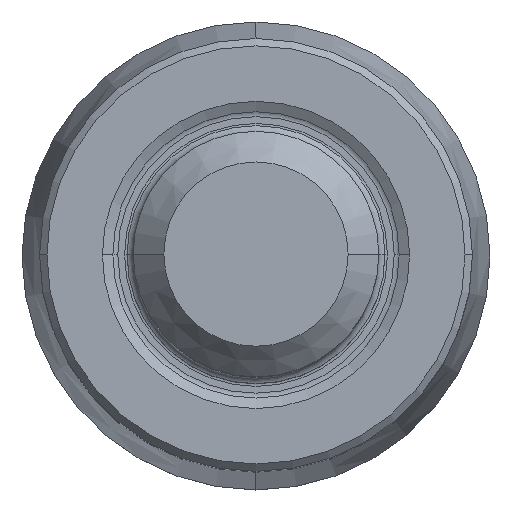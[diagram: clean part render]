
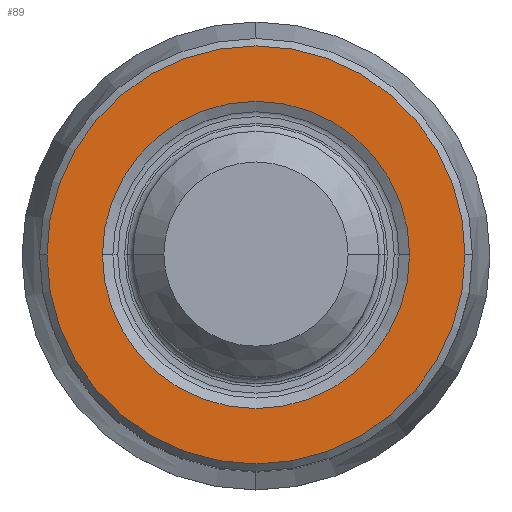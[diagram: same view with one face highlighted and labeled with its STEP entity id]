
A CAD part, top view. The second image highlights one B-rep face of the part: STEP entity #89.
In plain terms, the highlighted planar face has unit normal (0, 0, 1).
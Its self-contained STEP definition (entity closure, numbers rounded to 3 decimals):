
#36=FACE_BOUND('',#159,.T.);
#37=FACE_BOUND('',#160,.T.);
#65=PLANE('',#676);
#89=ADVANCED_FACE('',(#36,#37),#65,.T.);
#159=EDGE_LOOP('',(#231,#232,#233,#234));
#160=EDGE_LOOP('',(#235,#236));
#231=ORIENTED_EDGE('',*,*,#406,.F.);
#232=ORIENTED_EDGE('',*,*,#411,.F.);
#233=ORIENTED_EDGE('',*,*,#410,.F.);
#234=ORIENTED_EDGE('',*,*,#407,.F.);
#235=ORIENTED_EDGE('',*,*,#412,.F.);
#236=ORIENTED_EDGE('',*,*,#413,.F.);
#353=VERTEX_POINT('',#1020);
#354=VERTEX_POINT('',#1021);
#355=VERTEX_POINT('',#1023);
#356=VERTEX_POINT('',#1028);
#357=VERTEX_POINT('',#1032);
#358=VERTEX_POINT('',#1033);
#406=EDGE_CURVE('',#353,#354,#479,.T.);
#407=EDGE_CURVE('',#354,#355,#480,.T.);
#410=EDGE_CURVE('',#355,#356,#481,.T.);
#411=EDGE_CURVE('',#356,#353,#482,.T.);
#412=EDGE_CURVE('',#357,#358,#483,.T.);
#413=EDGE_CURVE('',#358,#357,#484,.T.);
#479=CIRCLE('',#668,8.51);
#480=CIRCLE('',#669,8.51);
#481=CIRCLE('',#671,8.51);
#482=CIRCLE('',#672,8.51);
#483=CIRCLE('',#674,6.254);
#484=CIRCLE('',#675,6.254);
#668=AXIS2_PLACEMENT_3D('',#1019,#811,#812);
#669=AXIS2_PLACEMENT_3D('',#1022,#813,#814);
#671=AXIS2_PLACEMENT_3D('',#1027,#819,#820);
#672=AXIS2_PLACEMENT_3D('',#1029,#821,#822);
#674=AXIS2_PLACEMENT_3D('',#1031,#825,#826);
#675=AXIS2_PLACEMENT_3D('',#1034,#827,#828);
#676=AXIS2_PLACEMENT_3D('',#1035,#829,#830);
#811=DIRECTION('',(0.,0.,-1.));
#812=DIRECTION('',(-1.,0.,0.));
#813=DIRECTION('',(0.,0.,-1.));
#814=DIRECTION('',(0.,1.,0.));
#819=DIRECTION('',(0.,0.,-1.));
#820=DIRECTION('',(1.,0.,0.));
#821=DIRECTION('',(0.,0.,-1.));
#822=DIRECTION('',(0.,-1.,0.));
#825=DIRECTION('',(0.,0.,1.));
#826=DIRECTION('',(-1.,0.,0.));
#827=DIRECTION('',(0.,0.,1.));
#828=DIRECTION('',(1.,0.,0.));
#829=DIRECTION('',(0.,0.,1.));
#830=DIRECTION('',(-1.,0.,0.));
#1019=CARTESIAN_POINT('',(0.,0.,0.));
#1020=CARTESIAN_POINT('',(-8.51,0.,0.));
#1021=CARTESIAN_POINT('',(0.,8.51,0.));
#1022=CARTESIAN_POINT('',(0.,0.,0.));
#1023=CARTESIAN_POINT('',(8.51,0.,0.));
#1027=CARTESIAN_POINT('',(0.,0.,0.));
#1028=CARTESIAN_POINT('',(0.,-8.51,0.));
#1029=CARTESIAN_POINT('',(0.,0.,0.));
#1031=CARTESIAN_POINT('',(0.,0.,0.));
#1032=CARTESIAN_POINT('',(-6.254,0.,0.));
#1033=CARTESIAN_POINT('',(6.254,0.,0.));
#1034=CARTESIAN_POINT('',(0.,0.,0.));
#1035=CARTESIAN_POINT('',(0.,0.,0.));
